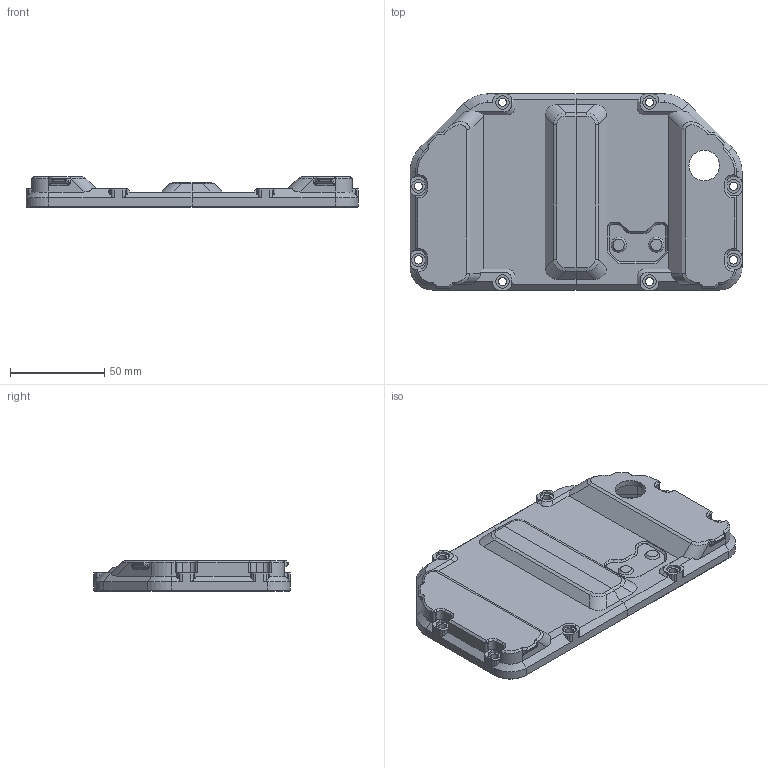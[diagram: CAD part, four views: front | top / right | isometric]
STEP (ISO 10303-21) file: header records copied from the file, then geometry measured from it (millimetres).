
FILE_DESCRIPTION(('HOOPS Exchange Step'),'2;1');
FILE_NAME('temp_export','2021-11-30T12:09:19-05:00',('poastoast'),('Shapr3D Limited'),'HOOPS Exchange 2021.1','Shapr3D','Authorized');
FILE_SCHEMA( ('AP203_CONFIGURATION_CONTROLLED_3D_DESIGN_OF_MECHANICAL_PARTS_AND_ASSEMBLIES_MIM_LF') );
Length unit declared in the file: millimetre
Products named in the file (2): [6.1]; 22E203CC-FDAD-4776-8B7B-4F57F8CDD9D8.tmp
Assembly tree (1 placements, depth 2):
  22E203CC-FDAD-4776-8B7B-4F57F8CDD9D8.tmp
    [6.1]
Bounding box: 176 x 104 x 16 mm (x, y, z)
Volume: 64297.7 mm3; surface area: 47043.7 mm2
Topology: 2 solids, 2 shells, 647 faces, 1733 edges, 1069 vertices
Faces by surface type: plane 296, cylinder 218, cone 87, bspline 30, sphere 12, torus 4
Full cylindrical faces by diameter (mm): 4.4 x8, 7.2 x8, 16.2 x1
Entity records: 23406 total; most frequent: CARTESIAN_POINT 7121, DIRECTION 3448, ORIENTED_EDGE 3422, EDGE_CURVE 1711, AXIS2_PLACEMENT_3D 1196, VERTEX_POINT 1069, VECTOR 1056, LINE 1056
